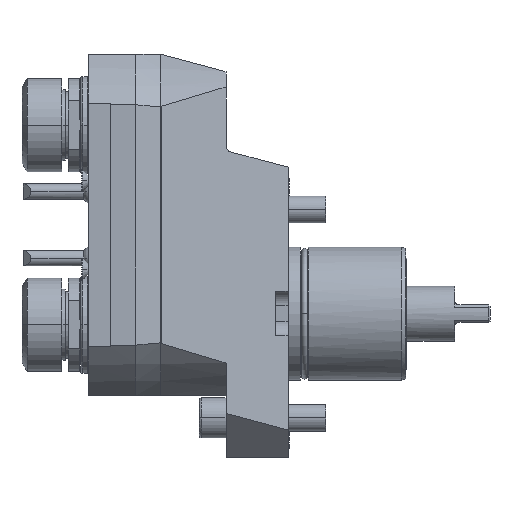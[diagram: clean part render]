
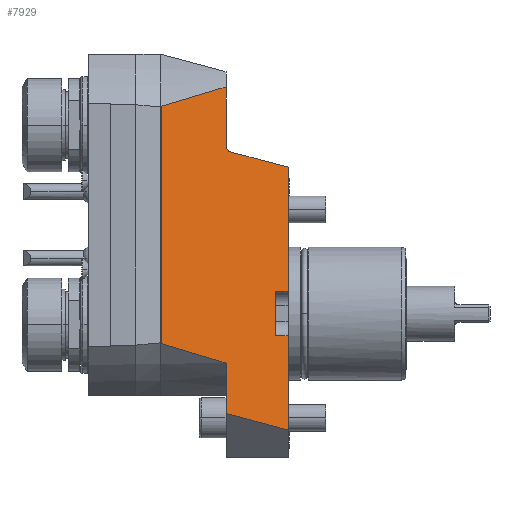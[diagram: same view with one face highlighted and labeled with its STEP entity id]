
A CAD part, front view. The second image highlights one B-rep face of the part: STEP entity #7929.
In plain terms, the highlighted planar face has unit normal (0.259, -0.966, 0).
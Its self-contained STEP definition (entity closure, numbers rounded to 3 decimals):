
#5=DIRECTION('',(0.,0.,-1.));
#6=VECTOR('',#5,42.503);
#7=CARTESIAN_POINT('',(0.,-54.,-10.));
#8=LINE('',#7,#6);
#31=DIRECTION('',(0.,0.,-1.));
#32=VECTOR('',#31,56.);
#33=CARTESIAN_POINT('',(0.,-54.,66.));
#34=LINE('',#33,#32);
#189=DIRECTION('',(0.,0.,-1.));
#190=VECTOR('',#189,26.434);
#191=CARTESIAN_POINT('',(-28.,-61.503,102.239));
#192=LINE('',#191,#190);
#193=DIRECTION('',(-0.935,-0.251,0.251));
#194=VECTOR('',#193,27.565);
#195=CARTESIAN_POINT('',(0.,-54.,66.));
#196=LINE('',#195,#194);
#197=DIRECTION('',(-0.966,-0.259,0.));
#198=VECTOR('',#197,5.901);
#199=CARTESIAN_POINT('',(0.,-54.,10.));
#200=LINE('',#199,#198);
#201=DIRECTION('',(0.,0.,1.));
#202=VECTOR('',#201,20.);
#203=CARTESIAN_POINT('',(-5.7,-55.527,-10.));
#204=LINE('',#203,#202);
#205=DIRECTION('',(-0.966,-0.259,0.));
#206=VECTOR('',#205,5.901);
#207=CARTESIAN_POINT('',(0.,-54.,-10.));
#208=LINE('',#207,#206);
#209=DIRECTION('',(-0.935,-0.251,0.251));
#210=VECTOR('',#209,29.943);
#211=CARTESIAN_POINT('',(0.,-54.,-52.503));
#212=LINE('',#211,#210);
#213=CARTESIAN_POINT('',(-28.,-61.503,-22.239));
#214=CARTESIAN_POINT('',(-32.867,-62.807,
-20.95));
#215=CARTESIAN_POINT('',(-42.56,-65.404,
-18.223));
#216=CARTESIAN_POINT('',(-52.15,-67.974,
-15.138));
#217=CARTESIAN_POINT('',(-56.914,-69.25,-13.485));
#219=CARTESIAN_POINT('',(-56.914,-69.25,93.485));
#220=CARTESIAN_POINT('',(-52.15,-67.974,95.138));
#221=CARTESIAN_POINT('',(-42.56,-65.404,98.223));
#222=CARTESIAN_POINT('',(-32.867,-62.807,100.95));
#223=CARTESIAN_POINT('',(-28.,-61.503,102.239));
#243=CARTESIAN_POINT('',(-25.776,-60.907,72.907));
#244=CARTESIAN_POINT('',(-25.959,-60.956,72.956));
#245=CARTESIAN_POINT('',(-26.29,-61.044,73.08));
#246=CARTESIAN_POINT('',(-26.854,-61.195,73.408));
#247=CARTESIAN_POINT('',(-27.407,-61.344,73.94));
#248=CARTESIAN_POINT('',(-27.785,-61.445,74.612));
#249=CARTESIAN_POINT('',(-27.963,-61.493,75.249));
#250=CARTESIAN_POINT('',(-28.,-61.503,75.61));
#251=CARTESIAN_POINT('',(-28.,-61.503,75.805));
#479=DIRECTION('',(0.,0.,-1.));
#480=VECTOR('',#479,106.971);
#481=CARTESIAN_POINT('',(-56.914,-69.25,93.485));
#482=LINE('',#481,#480);
#4783=DIRECTION('',(0.,0.,-1.));
#4784=VECTOR('',#4783,22.761);
#4785=CARTESIAN_POINT('',(-28.,-61.503,-22.239));
#4786=LINE('',#4785,#4784);
#6329=CARTESIAN_POINT('',(0.,-54.,-10.));
#6331=VERTEX_POINT('',#6329);
#6339=CARTESIAN_POINT('',(0.,-54.,10.));
#6340=VERTEX_POINT('',#6339);
#6349=CARTESIAN_POINT('',(-5.7,-55.527,-10.));
#6350=CARTESIAN_POINT('',(-5.7,-55.527,10.));
#6351=VERTEX_POINT('',#6349);
#6352=VERTEX_POINT('',#6350);
#6359=CARTESIAN_POINT('',(0.,-54.,66.));
#6360=VERTEX_POINT('',#6359);
#6361=CARTESIAN_POINT('',(-56.914,-69.25,93.485));
#6362=CARTESIAN_POINT('',(-56.914,-69.25,-13.485));
#6363=VERTEX_POINT('',#6361);
#6364=VERTEX_POINT('',#6362);
#6373=CARTESIAN_POINT('',(0.,-54.,-52.503));
#6375=VERTEX_POINT('',#6373);
#6387=CARTESIAN_POINT('',(-28.,-61.503,-45.));
#6388=VERTEX_POINT('',#6387);
#6389=CARTESIAN_POINT('',(-28.,-61.503,-22.239));
#6390=VERTEX_POINT('',#6389);
#6394=VERTEX_POINT('',#223);
#6399=CARTESIAN_POINT('',(-25.776,-60.907,
72.907));
#6401=VERTEX_POINT('',#6399);
#6403=CARTESIAN_POINT('',(-28.,-61.503,75.805));
#6405=VERTEX_POINT('',#6403);
#7899=CARTESIAN_POINT('',(-107.5,-82.805,-83.2));
#7900=DIRECTION('',(-0.259,0.966,0.));
#7901=DIRECTION('',(0.966,0.259,0.));
#7902=AXIS2_PLACEMENT_3D('',#7899,#7900,#7901);
#7903=PLANE('',#7902);
#7905=ORIENTED_EDGE('',*,*,#7904,.T.);
#7907=ORIENTED_EDGE('',*,*,#7906,.F.);
#7909=ORIENTED_EDGE('',*,*,#7908,.F.);
#7910=ORIENTED_EDGE('',*,*,#7793,.T.);
#7912=ORIENTED_EDGE('',*,*,#7911,.T.);
#7914=ORIENTED_EDGE('',*,*,#7913,.F.);
#7916=ORIENTED_EDGE('',*,*,#7915,.F.);
#7917=ORIENTED_EDGE('',*,*,#7781,.T.);
#7918=ORIENTED_EDGE('',*,*,#7889,.T.);
#7920=ORIENTED_EDGE('',*,*,#7919,.F.);
#7922=ORIENTED_EDGE('',*,*,#7921,.T.);
#7924=ORIENTED_EDGE('',*,*,#7923,.F.);
#7926=ORIENTED_EDGE('',*,*,#7925,.T.);
#7927=EDGE_LOOP('',(#7905,#7907,#7909,#7910,#7912,#7914,#7916,#7917,#7918,#7920,
#7922,#7924,#7926));
#7928=FACE_OUTER_BOUND('',#7927,.F.);
#7929=ADVANCED_FACE('',(#7928),#7903,.F.);
#218=B_SPLINE_CURVE_WITH_KNOTS('',3,(#213,#214,#215,#216,#217),.UNSPECIFIED.,
.F.,.F.,(4,1,4),(0.,0.5,1.),.UNSPECIFIED.);
#224=B_SPLINE_CURVE_WITH_KNOTS('',3,(#219,#220,#221,#222,#223),.UNSPECIFIED.,
.F.,.F.,(4,1,4),(0.,0.5,1.),.UNSPECIFIED.);
#252=B_SPLINE_CURVE_WITH_KNOTS('',3,(#243,#244,#245,#246,#247,#248,#249,#250,
#251),.UNSPECIFIED.,.F.,.F.,(4,1,1,1,1,1,4),(0.,0.125,0.25,0.5,0.75,
0.875,1.),.UNSPECIFIED.);
#7781=EDGE_CURVE('',#6331,#6375,#8,.T.);
#7793=EDGE_CURVE('',#6360,#6340,#34,.T.);
#7889=EDGE_CURVE('',#6375,#6388,#212,.T.);
#7904=EDGE_CURVE('',#6394,#6405,#192,.T.);
#7906=EDGE_CURVE('',#6401,#6405,#252,.T.);
#7908=EDGE_CURVE('',#6360,#6401,#196,.T.);
#7911=EDGE_CURVE('',#6340,#6352,#200,.T.);
#7913=EDGE_CURVE('',#6351,#6352,#204,.T.);
#7915=EDGE_CURVE('',#6331,#6351,#208,.T.);
#7919=EDGE_CURVE('',#6390,#6388,#4786,.T.);
#7921=EDGE_CURVE('',#6390,#6364,#218,.T.);
#7923=EDGE_CURVE('',#6363,#6364,#482,.T.);
#7925=EDGE_CURVE('',#6363,#6394,#224,.T.);
